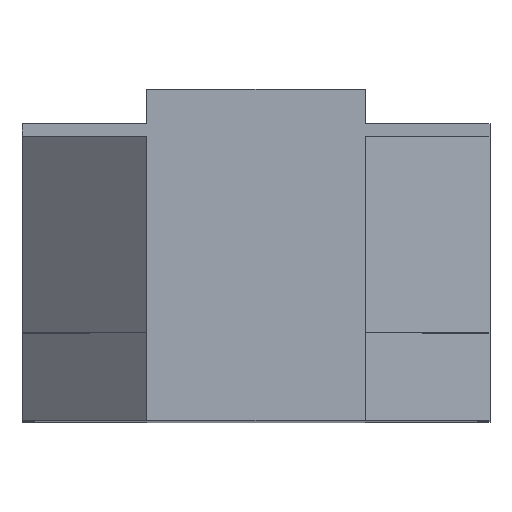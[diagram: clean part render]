
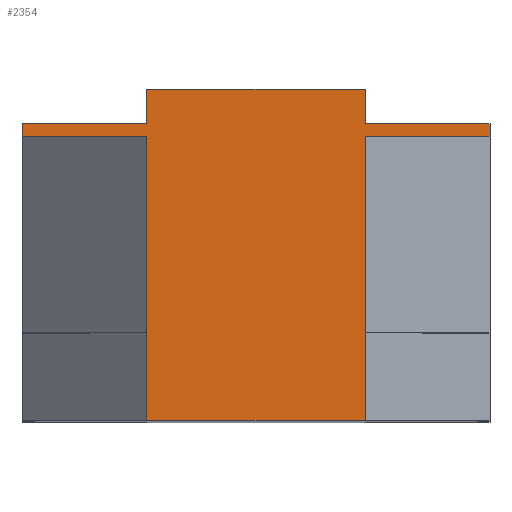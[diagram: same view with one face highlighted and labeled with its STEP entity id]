
A CAD part, top view. The second image highlights one B-rep face of the part: STEP entity #2354.
In plain terms, the highlighted planar face has unit normal (0, 0, 1).
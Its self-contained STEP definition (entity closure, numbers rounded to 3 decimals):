
#220=DIRECTION('',(1.,0.,0.));
#221=VECTOR('',#220,35.);
#222=CARTESIAN_POINT('',(-17.5,0.,112.5));
#223=LINE('',#222,#221);
#292=DIRECTION('',(0.,-1.,0.));
#293=VECTOR('',#292,5.5);
#294=CARTESIAN_POINT('',(17.5,53.,112.5));
#295=LINE('',#294,#293);
#296=DIRECTION('',(0.,-1.,0.));
#297=VECTOR('',#296,2.);
#298=CARTESIAN_POINT('',(37.5,47.5,112.5));
#299=LINE('',#298,#297);
#300=DIRECTION('',(-1.,0.,0.));
#301=VECTOR('',#300,20.);
#302=CARTESIAN_POINT('',(37.5,45.5,112.5));
#303=LINE('',#302,#301);
#304=DIRECTION('',(0.,-1.,0.));
#305=VECTOR('',#304,31.5);
#306=CARTESIAN_POINT('',(17.5,45.5,112.5));
#307=LINE('',#306,#305);
#308=DIRECTION('',(0.,-1.,0.));
#309=VECTOR('',#308,14.);
#310=CARTESIAN_POINT('',(17.5,14.,112.5));
#311=LINE('',#310,#309);
#312=DIRECTION('',(0.,1.,0.));
#313=VECTOR('',#312,31.5);
#314=CARTESIAN_POINT('',(-17.5,14.,112.5));
#315=LINE('',#314,#313);
#316=DIRECTION('',(-1.,0.,0.));
#317=VECTOR('',#316,20.);
#318=CARTESIAN_POINT('',(-17.5,45.5,112.5));
#319=LINE('',#318,#317);
#320=DIRECTION('',(1.,0.,0.));
#321=VECTOR('',#320,35.);
#322=CARTESIAN_POINT('',(-17.5,53.,112.5));
#323=LINE('',#322,#321);
#344=DIRECTION('',(-1.,0.,0.));
#345=VECTOR('',#344,20.);
#346=CARTESIAN_POINT('',(37.5,47.5,112.5));
#347=LINE('',#346,#345);
#360=DIRECTION('',(-1.,0.,0.));
#361=VECTOR('',#360,20.);
#362=CARTESIAN_POINT('',(-17.5,47.5,112.5));
#363=LINE('',#362,#361);
#512=DIRECTION('',(0.,-1.,0.));
#513=VECTOR('',#512,2.);
#514=CARTESIAN_POINT('',(-37.5,47.5,112.5));
#515=LINE('',#514,#513);
#712=DIRECTION('',(0.,-1.,0.));
#713=VECTOR('',#712,14.);
#714=CARTESIAN_POINT('',(-17.5,14.,112.5));
#715=LINE('',#714,#713);
#1728=DIRECTION('',(0.,-1.,0.));
#1729=VECTOR('',#1728,5.5);
#1730=CARTESIAN_POINT('',(-17.5,53.,112.5));
#1731=LINE('',#1730,#1729);
#1732=CARTESIAN_POINT('',(-17.5,0.,112.5));
#1733=CARTESIAN_POINT('',(17.5,0.,112.5));
#1734=VERTEX_POINT('',#1732);
#1735=VERTEX_POINT('',#1733);
#1820=CARTESIAN_POINT('',(17.5,53.,112.5));
#1821=CARTESIAN_POINT('',(17.5,47.5,112.5));
#1822=VERTEX_POINT('',#1820);
#1823=VERTEX_POINT('',#1821);
#1824=CARTESIAN_POINT('',(37.5,47.5,112.5));
#1825=VERTEX_POINT('',#1824);
#1826=CARTESIAN_POINT('',(37.5,45.5,112.5));
#1827=VERTEX_POINT('',#1826);
#1828=CARTESIAN_POINT('',(17.5,45.5,112.5));
#1829=VERTEX_POINT('',#1828);
#1830=CARTESIAN_POINT('',(17.5,14.,112.5));
#1831=VERTEX_POINT('',#1830);
#1832=CARTESIAN_POINT('',(-17.5,14.,112.5));
#1833=VERTEX_POINT('',#1832);
#1834=CARTESIAN_POINT('',(-17.5,45.5,112.5));
#1835=VERTEX_POINT('',#1834);
#1836=CARTESIAN_POINT('',(-37.5,45.5,112.5));
#1837=VERTEX_POINT('',#1836);
#1838=CARTESIAN_POINT('',(-37.5,47.5,112.5));
#1839=VERTEX_POINT('',#1838);
#1840=CARTESIAN_POINT('',(-17.5,47.5,112.5));
#1841=VERTEX_POINT('',#1840);
#1842=CARTESIAN_POINT('',(-17.5,53.,112.5));
#1843=VERTEX_POINT('',#1842);
#2320=CARTESIAN_POINT('',(-17.5,0.,112.5));
#2321=DIRECTION('',(0.,0.,1.));
#2322=DIRECTION('',(1.,0.,0.));
#2323=AXIS2_PLACEMENT_3D('',#2320,#2321,#2322);
#2324=PLANE('',#2323);
#2326=ORIENTED_EDGE('',*,*,#2325,.T.);
#2328=ORIENTED_EDGE('',*,*,#2327,.F.);
#2330=ORIENTED_EDGE('',*,*,#2329,.T.);
#2332=ORIENTED_EDGE('',*,*,#2331,.T.);
#2334=ORIENTED_EDGE('',*,*,#2333,.T.);
#2336=ORIENTED_EDGE('',*,*,#2335,.T.);
#2337=ORIENTED_EDGE('',*,*,#2229,.F.);
#2339=ORIENTED_EDGE('',*,*,#2338,.F.);
#2341=ORIENTED_EDGE('',*,*,#2340,.T.);
#2343=ORIENTED_EDGE('',*,*,#2342,.T.);
#2345=ORIENTED_EDGE('',*,*,#2344,.F.);
#2347=ORIENTED_EDGE('',*,*,#2346,.F.);
#2349=ORIENTED_EDGE('',*,*,#2348,.F.);
#2351=ORIENTED_EDGE('',*,*,#2350,.T.);
#2352=EDGE_LOOP('',(#2326,#2328,#2330,#2332,#2334,#2336,#2337,#2339,#2341,#2343,
#2345,#2347,#2349,#2351));
#2353=FACE_OUTER_BOUND('',#2352,.F.);
#2229=EDGE_CURVE('',#1734,#1735,#223,.T.);
#2325=EDGE_CURVE('',#1822,#1823,#295,.T.);
#2327=EDGE_CURVE('',#1825,#1823,#347,.T.);
#2329=EDGE_CURVE('',#1825,#1827,#299,.T.);
#2331=EDGE_CURVE('',#1827,#1829,#303,.T.);
#2333=EDGE_CURVE('',#1829,#1831,#307,.T.);
#2335=EDGE_CURVE('',#1831,#1735,#311,.T.);
#2338=EDGE_CURVE('',#1833,#1734,#715,.T.);
#2340=EDGE_CURVE('',#1833,#1835,#315,.T.);
#2342=EDGE_CURVE('',#1835,#1837,#319,.T.);
#2344=EDGE_CURVE('',#1839,#1837,#515,.T.);
#2346=EDGE_CURVE('',#1841,#1839,#363,.T.);
#2348=EDGE_CURVE('',#1843,#1841,#1731,.T.);
#2350=EDGE_CURVE('',#1843,#1822,#323,.T.);
#2354=ADVANCED_FACE('',(#2353),#2324,.T.);
